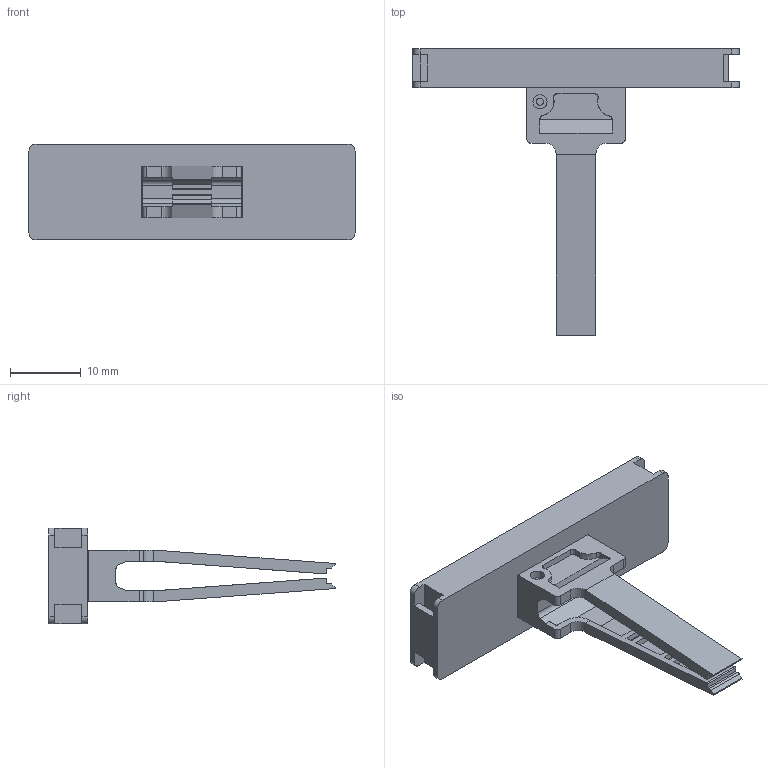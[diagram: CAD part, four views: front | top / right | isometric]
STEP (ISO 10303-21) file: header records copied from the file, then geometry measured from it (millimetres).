
FILE_DESCRIPTION (( 'STEP AP203' ), '1' );
FILE_NAME ('Üstten Geçmeli Grup Etiketi.STEP', '2020-03-19T11:17:43', ( '' ), ( '' ), 'SwSTEP 2.0', 'SolidWorks 2011', '' );
FILE_SCHEMA (( 'CONFIG_CONTROL_DESIGN' ));
Length unit declared in the file: millimetre
Products named in the file (1): Üstten Geçmeli Grup Etiketi
Bounding box: 46.2 x 40.63 x 13.6 mm (x, y, z)
Volume: 2641.9 mm3; surface area: 3868.3 mm2
Topology: 1 solids, 1 shells, 221 faces, 619 edges, 418 vertices
Faces by surface type: plane 155, cylinder 51, bspline 10, cone 5
Entity records: 7724 total; most frequent: CARTESIAN_POINT 2142, ORIENTED_EDGE 1238, DIRECTION 978, EDGE_CURVE 619, LINE 456, VECTOR 456, VERTEX_POINT 418, AXIS2_PLACEMENT_3D 261
